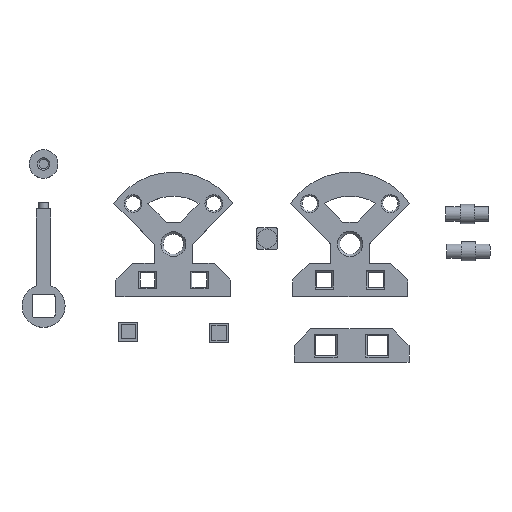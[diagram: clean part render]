
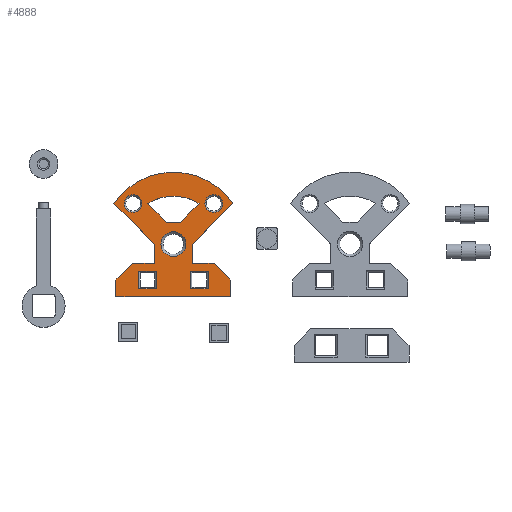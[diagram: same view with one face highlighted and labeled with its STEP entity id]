
A CAD part, top view. The second image highlights one B-rep face of the part: STEP entity #4888.
In plain terms, the highlighted planar face has unit normal (0, 0, 1).
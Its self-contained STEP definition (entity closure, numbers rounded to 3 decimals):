
#4512=CARTESIAN_POINT('',(-35.5,-73.5,30.0));
#4513=VERTEX_POINT('',#4512);
#4520=CARTESIAN_POINT('',(-35.5,-36.5,30.0));
#4521=VERTEX_POINT('',#4520);
#4522=CARTESIAN_POINT('',(-35.5,-73.5,30.0));
#4523=DIRECTION('',(0.0,1.0,0.0));
#4524=VECTOR('',#4523,37.);
#4525=LINE('',#4522,#4524);
#4526=EDGE_CURVE('',#4513,#4521,#4525,.T.);
#4542=CARTESIAN_POINT('',(-72.5,-36.5,30.0));
#4543=VERTEX_POINT('',#4542);
#4544=CARTESIAN_POINT('',(-72.5,-73.5,30.0));
#4545=VERTEX_POINT('',#4544);
#4546=CARTESIAN_POINT('',(-72.5,-36.5,30.0));
#4547=DIRECTION('',(0.0,-1.0,0.0));
#4548=VECTOR('',#4547,37.);
#4549=LINE('',#4546,#4548);
#4550=EDGE_CURVE('',#4543,#4545,#4549,.T.);
#4589=CARTESIAN_POINT('',(-35.5,-36.5,30.0));
#4590=DIRECTION('',(-1.0,0.0,0.0));
#4591=VECTOR('',#4590,37.);
#4592=LINE('',#4589,#4591);
#4593=EDGE_CURVE('',#4521,#4543,#4592,.T.);
#4611=CARTESIAN_POINT('',(-72.5,-73.5,30.0));
#4612=DIRECTION('',(1.0,0.0,0.0));
#4613=VECTOR('',#4612,37.0);
#4614=LINE('',#4611,#4613);
#4615=EDGE_CURVE('',#4545,#4513,#4614,.T.);
#4676=CARTESIAN_POINT('',(0.,22.022,30.0));
#4677=DIRECTION('',(0.0,0.0,1.0));
#4678=DIRECTION('',(1.0,0.0,0.0));
#4679=AXIS2_PLACEMENT_3D('',#4676,#4677,#4678);
#4680=PLANE('',#4679);
#4681=CARTESIAN_POINT('',(40.0,-20.0,30.0));
#4682=VERTEX_POINT('',#4681);
#4683=CARTESIAN_POINT('',(85.0,-20.0,30.0));
#4684=VERTEX_POINT('',#4683);
#4685=CARTESIAN_POINT('',(40.0,-20.0,30.0));
#4686=DIRECTION('',(1.0,0.0,0.0));
#4687=VECTOR('',#4686,45.0);
#4688=LINE('',#4685,#4687);
#4689=EDGE_CURVE('',#4682,#4684,#4688,.T.);
#4690=ORIENTED_EDGE('',*,*,#4689,.F.);
#4691=CARTESIAN_POINT('',(40.0,20.0,30.0));
#4692=VERTEX_POINT('',#4691);
#4693=CARTESIAN_POINT('',(40.0,20.0,30.0));
#4694=DIRECTION('',(0.0,-1.0,0.0));
#4695=VECTOR('',#4694,40.0);
#4696=LINE('',#4693,#4695);
#4697=EDGE_CURVE('',#4692,#4682,#4696,.T.);
#4698=ORIENTED_EDGE('',*,*,#4697,.F.);
#4699=CARTESIAN_POINT('',(124.163,104.163,30.0));
#4700=VERTEX_POINT('',#4699);
#4701=CARTESIAN_POINT('',(124.163,104.163,30.0));
#4702=DIRECTION('',(-0.707,-0.707,0.0));
#4703=VECTOR('',#4702,119.025);
#4704=LINE('',#4701,#4703);
#4705=EDGE_CURVE('',#4700,#4692,#4704,.T.);
#4706=ORIENTED_EDGE('',*,*,#4705,.F.);
#4707=CARTESIAN_POINT('',(-124.163,104.163,30.0));
#4708=VERTEX_POINT('',#4707);
#4709=CARTESIAN_POINT('',(0.0,20.0,30.0));
#4710=DIRECTION('',(0.0,0.0,-1.));
#4711=DIRECTION('',(0.828,0.561,0.0));
#4712=AXIS2_PLACEMENT_3D('',#4709,#4710,#4711);
#4713=CIRCLE('',#4712,150.);
#4714=EDGE_CURVE('',#4708,#4700,#4713,.T.);
#4715=ORIENTED_EDGE('',*,*,#4714,.F.);
#4716=CARTESIAN_POINT('',(-40.0,20.0,30.0));
#4717=VERTEX_POINT('',#4716);
#4718=CARTESIAN_POINT('',(-40.0,20.0,30.0));
#4719=DIRECTION('',(-0.707,0.707,0.0));
#4720=VECTOR('',#4719,119.025);
#4721=LINE('',#4718,#4720);
#4722=EDGE_CURVE('',#4717,#4708,#4721,.T.);
#4723=ORIENTED_EDGE('',*,*,#4722,.F.);
#4724=CARTESIAN_POINT('',(-40.0,-20.0,30.0));
#4725=VERTEX_POINT('',#4724);
#4726=CARTESIAN_POINT('',(-40.0,-20.0,30.0));
#4727=DIRECTION('',(0.0,1.0,0.0));
#4728=VECTOR('',#4727,40.0);
#4729=LINE('',#4726,#4728);
#4730=EDGE_CURVE('',#4725,#4717,#4729,.T.);
#4731=ORIENTED_EDGE('',*,*,#4730,.F.);
#4732=CARTESIAN_POINT('',(-85.0,-20.0,30.0));
#4733=VERTEX_POINT('',#4732);
#4734=CARTESIAN_POINT('',(-85.0,-20.0,30.0));
#4735=DIRECTION('',(1.0,0.0,0.0));
#4736=VECTOR('',#4735,45.0);
#4737=LINE('',#4734,#4736);
#4738=EDGE_CURVE('',#4733,#4725,#4737,.T.);
#4739=ORIENTED_EDGE('',*,*,#4738,.F.);
#4740=CARTESIAN_POINT('',(-120.0,-55.0,30.0));
#4741=VERTEX_POINT('',#4740);
#4742=CARTESIAN_POINT('',(-120.0,-55.,30.0));
#4743=DIRECTION('',(0.707,0.707,0.0));
#4744=VECTOR('',#4743,49.497);
#4745=LINE('',#4742,#4744);
#4746=EDGE_CURVE('',#4741,#4733,#4745,.T.);
#4747=ORIENTED_EDGE('',*,*,#4746,.F.);
#4748=CARTESIAN_POINT('',(-120.0,-90.0,30.0));
#4749=VERTEX_POINT('',#4748);
#4750=CARTESIAN_POINT('',(-120.0,-90.0,30.0));
#4751=DIRECTION('',(0.0,1.0,0.0));
#4752=VECTOR('',#4751,35.0);
#4753=LINE('',#4750,#4752);
#4754=EDGE_CURVE('',#4749,#4741,#4753,.T.);
#4755=ORIENTED_EDGE('',*,*,#4754,.F.);
#4756=CARTESIAN_POINT('',(120.0,-90.0,30.0));
#4757=VERTEX_POINT('',#4756);
#4758=CARTESIAN_POINT('',(120.0,-90.0,30.0));
#4759=DIRECTION('',(-1.0,0.0,0.0));
#4760=VECTOR('',#4759,240.0);
#4761=LINE('',#4758,#4760);
#4762=EDGE_CURVE('',#4757,#4749,#4761,.T.);
#4763=ORIENTED_EDGE('',*,*,#4762,.F.);
#4764=CARTESIAN_POINT('',(120.0,-55.0,30.0));
#4765=VERTEX_POINT('',#4764);
#4766=CARTESIAN_POINT('',(120.0,-55.0,30.0));
#4767=DIRECTION('',(0.0,-1.0,0.0));
#4768=VECTOR('',#4767,35.0);
#4769=LINE('',#4766,#4768);
#4770=EDGE_CURVE('',#4765,#4757,#4769,.T.);
#4771=ORIENTED_EDGE('',*,*,#4770,.F.);
#4772=CARTESIAN_POINT('',(85.0,-20.,30.0));
#4773=DIRECTION('',(0.707,-0.707,0.0));
#4774=VECTOR('',#4773,49.497);
#4775=LINE('',#4772,#4774);
#4776=EDGE_CURVE('',#4684,#4765,#4775,.T.);
#4777=ORIENTED_EDGE('',*,*,#4776,.F.);
#4778=EDGE_LOOP('',(#4690,#4698,#4706,#4715,#4723,#4731,#4739,#4747,#4755,#4763,#4771,#4777));
#4779=FACE_OUTER_BOUND('',#4778,.T.);
#4780=CARTESIAN_POINT('',(72.5,-73.5,30.0));
#4781=VERTEX_POINT('',#4780);
#4782=CARTESIAN_POINT('',(72.5,-36.5,30.0));
#4783=VERTEX_POINT('',#4782);
#4784=CARTESIAN_POINT('',(72.5,-73.5,30.0));
#4785=DIRECTION('',(0.0,1.0,0.0));
#4786=VECTOR('',#4785,37.);
#4787=LINE('',#4784,#4786);
#4788=EDGE_CURVE('',#4781,#4783,#4787,.T.);
#4789=ORIENTED_EDGE('',*,*,#4788,.F.);
#4790=CARTESIAN_POINT('',(35.5,-73.5,30.0));
#4791=VERTEX_POINT('',#4790);
#4792=CARTESIAN_POINT('',(35.5,-73.5,30.0));
#4793=DIRECTION('',(1.0,0.0,0.0));
#4794=VECTOR('',#4793,37.);
#4795=LINE('',#4792,#4794);
#4796=EDGE_CURVE('',#4791,#4781,#4795,.T.);
#4797=ORIENTED_EDGE('',*,*,#4796,.F.);
#4798=CARTESIAN_POINT('',(35.5,-36.5,30.0));
#4799=VERTEX_POINT('',#4798);
#4800=CARTESIAN_POINT('',(35.5,-36.5,30.0));
#4801=DIRECTION('',(0.0,-1.0,0.0));
#4802=VECTOR('',#4801,37.);
#4803=LINE('',#4800,#4802);
#4804=EDGE_CURVE('',#4799,#4791,#4803,.T.);
#4805=ORIENTED_EDGE('',*,*,#4804,.F.);
#4806=CARTESIAN_POINT('',(72.5,-36.5,30.0));
#4807=DIRECTION('',(-1.0,0.0,0.0));
#4808=VECTOR('',#4807,37.);
#4809=LINE('',#4806,#4808);
#4810=EDGE_CURVE('',#4783,#4799,#4809,.T.);
#4811=ORIENTED_EDGE('',*,*,#4810,.F.);
#4812=EDGE_LOOP('',(#4789,#4797,#4805,#4811));
#4813=FACE_BOUND('',#4812,.T.);
#4814=CARTESIAN_POINT('',(102.663,104.379,30.0));
#4815=VERTEX_POINT('',#4814);
#4816=CARTESIAN_POINT('',(84.163,104.379,30.0));
#4817=DIRECTION('',(0.0,0.0,1.0));
#4818=DIRECTION('',(-1.0,0.0,0.0));
#4819=AXIS2_PLACEMENT_3D('',#4816,#4817,#4818);
#4820=CIRCLE('',#4819,18.5);
#4821=EDGE_CURVE('',#4815,#4815,#4820,.T.);
#4822=ORIENTED_EDGE('',*,*,#4821,.F.);
#4823=EDGE_LOOP('',(#4822));
#4824=FACE_BOUND('',#4823,.T.);
#4825=CARTESIAN_POINT('',(-15.,65.711,30.0));
#4826=VERTEX_POINT('',#4825);
#4827=CARTESIAN_POINT('',(-53.668,104.379,30.0));
#4828=VERTEX_POINT('',#4827);
#4829=CARTESIAN_POINT('',(-15.0,65.711,30.0));
#4830=DIRECTION('',(-0.707,0.707,0.0));
#4831=VECTOR('',#4830,54.685);
#4832=LINE('',#4829,#4831);
#4833=EDGE_CURVE('',#4826,#4828,#4832,.T.);
#4834=ORIENTED_EDGE('',*,*,#4833,.T.);
#4835=CARTESIAN_POINT('',(53.668,104.379,30.0));
#4836=VERTEX_POINT('',#4835);
#4837=CARTESIAN_POINT('',(0.0,20.0,30.0));
#4838=DIRECTION('',(0.0,0.0,-1.0));
#4839=DIRECTION('',(0.537,0.844,0.0));
#4840=AXIS2_PLACEMENT_3D('',#4837,#4838,#4839);
#4841=CIRCLE('',#4840,100.);
#4842=EDGE_CURVE('',#4828,#4836,#4841,.T.);
#4843=ORIENTED_EDGE('',*,*,#4842,.T.);
#4844=CARTESIAN_POINT('',(15.0,65.711,30.0));
#4845=VERTEX_POINT('',#4844);
#4846=CARTESIAN_POINT('',(53.668,104.379,30.0));
#4847=DIRECTION('',(-0.707,-0.707,0.0));
#4848=VECTOR('',#4847,54.685);
#4849=LINE('',#4846,#4848);
#4850=EDGE_CURVE('',#4836,#4845,#4849,.T.);
#4851=ORIENTED_EDGE('',*,*,#4850,.T.);
#4852=CARTESIAN_POINT('',(15.0,65.711,30.0));
#4853=DIRECTION('',(-1.0,0.0,0.0));
#4854=VECTOR('',#4853,30.);
#4855=LINE('',#4852,#4854);
#4856=EDGE_CURVE('',#4845,#4826,#4855,.T.);
#4857=ORIENTED_EDGE('',*,*,#4856,.T.);
#4858=EDGE_LOOP('',(#4834,#4843,#4851,#4857));
#4859=FACE_BOUND('',#4858,.T.);
#4860=CARTESIAN_POINT('',(26.0,20.,30.0));
#4861=VERTEX_POINT('',#4860);
#4862=CARTESIAN_POINT('',(0.0,20.0,30.0));
#4863=DIRECTION('',(0.0,0.0,1.0));
#4864=DIRECTION('',(-1.0,0.0,0.0));
#4865=AXIS2_PLACEMENT_3D('',#4862,#4863,#4864);
#4866=CIRCLE('',#4865,26.0);
#4867=EDGE_CURVE('',#4861,#4861,#4866,.T.);
#4868=ORIENTED_EDGE('',*,*,#4867,.F.);
#4869=EDGE_LOOP('',(#4868));
#4870=FACE_BOUND('',#4869,.T.);
#4871=CARTESIAN_POINT('',(-65.663,104.379,30.0));
#4872=VERTEX_POINT('',#4871);
#4873=CARTESIAN_POINT('',(-84.163,104.379,30.0));
#4874=DIRECTION('',(0.0,0.0,1.0));
#4875=DIRECTION('',(-1.0,0.0,0.0));
#4876=AXIS2_PLACEMENT_3D('',#4873,#4874,#4875);
#4877=CIRCLE('',#4876,18.5);
#4878=EDGE_CURVE('',#4872,#4872,#4877,.T.);
#4879=ORIENTED_EDGE('',*,*,#4878,.F.);
#4880=EDGE_LOOP('',(#4879));
#4881=FACE_BOUND('',#4880,.T.);
#4882=ORIENTED_EDGE('',*,*,#4550,.F.);
#4883=ORIENTED_EDGE('',*,*,#4593,.F.);
#4884=ORIENTED_EDGE('',*,*,#4526,.F.);
#4885=ORIENTED_EDGE('',*,*,#4615,.F.);
#4886=EDGE_LOOP('',(#4882,#4883,#4884,#4885));
#4887=FACE_BOUND('',#4886,.T.);
#4888=ADVANCED_FACE('',(#4779,#4813,#4824,#4859,#4870,#4881,#4887),#4680,.T.);
